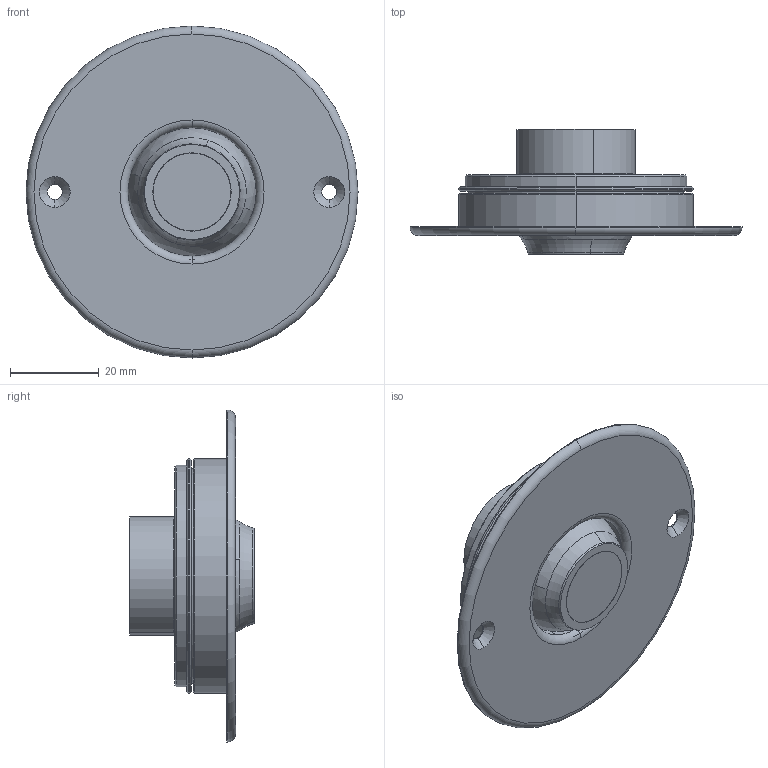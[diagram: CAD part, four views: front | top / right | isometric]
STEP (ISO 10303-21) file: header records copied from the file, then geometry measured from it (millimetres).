
FILE_DESCRIPTION (( 'STEP AP203' ), '1' );
FILE_NAME ('DK161206TCh10A.STEP', '2023-06-01T06:38:44', ( '' ), ( '' ), 'SwSTEP 2.0', 'SolidWorks 2017', '' );
FILE_SCHEMA (( 'CONFIG_CONTROL_DESIGN' ));
Length unit declared in the file: millimetre
Products named in the file (9): DK161206TCh12A; Dystans 5mm gwint-zatrzask - 8G517V43026 DREMEC; DK161206TCh11A; LENS LL 01 NI GR80L; DK161206TCh14A; Smalley SSR-0150; DK161206TCh10A; DK161206TCh15A; Kula z elektro
Assembly tree (8 placements, depth 3):
  DK161206TCh10A
    DK161206TCh12A
    Smalley SSR-0150
    DK161206TCh11A
    Kula z elektro
      DK161206TCh14A
      DK161206TCh15A
      LENS LL 01 NI GR80L
      Dystans 5mm gwint-zatrzask - 8G517V43026 DREMEC
Bounding box: 75 x 28.2 x 75 mm (x, y, z)
Volume: 28957.1 mm3; surface area: 25835.9 mm2
Topology: 7 solids, 7 shells, 209 faces, 488 edges, 307 vertices
Faces by surface type: cylinder 100, plane 42, cone 38, bspline 15, torus 10, sphere 4
Entity records: 15827 total; most frequent: CARTESIAN_POINT 10312, DIRECTION 964, ORIENTED_EDGE 958, EDGE_CURVE 479, AXIS2_PLACEMENT_3D 400, VERTEX_POINT 304, EDGE_LOOP 247, FACE_OUTER_BOUND 209
